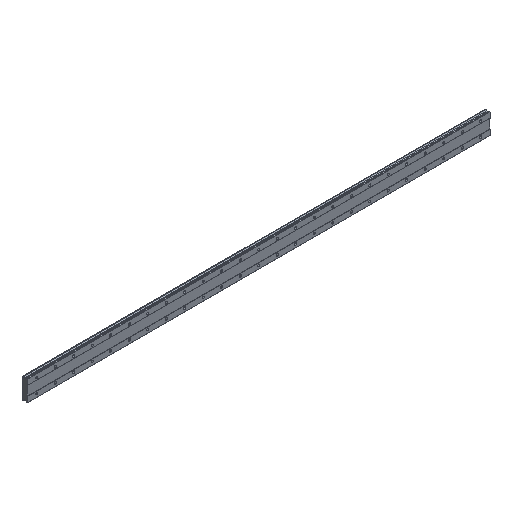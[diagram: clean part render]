
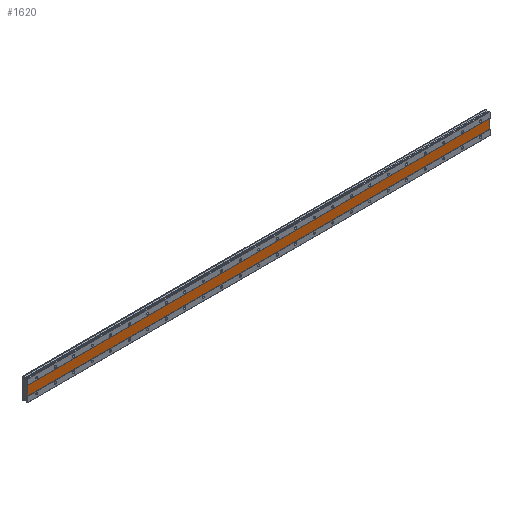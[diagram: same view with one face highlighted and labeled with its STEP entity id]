
A CAD part, isometric view. The second image highlights one B-rep face of the part: STEP entity #1620.
In plain terms, the highlighted planar face has unit normal (0, -1, 0).
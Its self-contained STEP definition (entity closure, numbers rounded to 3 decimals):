
#190 = CARTESIAN_POINT ( 'NONE',  ( 1960., 1., 20. ) ) ;
#208 = DIRECTION ( 'NONE',  ( 0., 0., 1. ) ) ;
#481 = CARTESIAN_POINT ( 'NONE',  ( -40., 1., -20. ) ) ;
#892 = LINE ( 'NONE', #6350, #2340 ) ;
#948 = FACE_OUTER_BOUND ( 'NONE', #8306, .T. ) ;
#971 = VERTEX_POINT ( 'NONE', #984 ) ;
#984 = CARTESIAN_POINT ( 'NONE',  ( 1960., 1., 20. ) ) ;
#1046 = EDGE_CURVE ( 'NONE', #2464, #7077, #892, .T. ) ;
#1094 = CARTESIAN_POINT ( 'NONE',  ( 1960., 1., -20. ) ) ;
#1411 = ORIENTED_EDGE ( 'NONE', *, *, #6021, .F. ) ;
#1620 = ADVANCED_FACE ( 'NONE', ( #948 ), #3846, .F. ) ;
#1662 = CARTESIAN_POINT ( 'NONE',  ( 1960., 1., 20. ) ) ;
#2340 = VECTOR ( 'NONE', #208, 1000. ) ;
#2464 = VERTEX_POINT ( 'NONE', #481 ) ;
#2935 = DIRECTION ( 'NONE',  ( 1., 0., 0. ) ) ;
#3055 = VECTOR ( 'NONE', #7026, 1000. ) ;
#3067 = ORIENTED_EDGE ( 'NONE', *, *, #4704, .F. ) ;
#3297 = LINE ( 'NONE', #7502, #3780 ) ;
#3591 = CARTESIAN_POINT ( 'NONE',  ( 1960., 1., 20. ) ) ;
#3780 = VECTOR ( 'NONE', #4823, 1000. ) ;
#3846 = PLANE ( 'NONE',  #8154 ) ;
#4397 = CARTESIAN_POINT ( 'NONE',  ( -40., 1., 20. ) ) ;
#4704 = EDGE_CURVE ( 'NONE', #971, #6134, #6488, .T. ) ;
#4823 = DIRECTION ( 'NONE',  ( -1., 0., 0. ) ) ;
#5450 = EDGE_CURVE ( 'NONE', #6134, #2464, #3297, .T. ) ;
#5784 = DIRECTION ( 'NONE',  ( 0., 1., 0. ) ) ;
#5809 = VECTOR ( 'NONE', #2935, 1000. ) ;
#6021 = EDGE_CURVE ( 'NONE', #7077, #971, #6331, .T. ) ;
#6134 = VERTEX_POINT ( 'NONE', #1094 ) ;
#6331 = LINE ( 'NONE', #190, #5809 ) ;
#6350 = CARTESIAN_POINT ( 'NONE',  ( -40., 1., 20. ) ) ;
#6488 = LINE ( 'NONE', #3591, #3055 ) ;
#6834 = ORIENTED_EDGE ( 'NONE', *, *, #5450, .F. ) ;
#7026 = DIRECTION ( 'NONE',  ( 0., 0., -1. ) ) ;
#7077 = VERTEX_POINT ( 'NONE', #4397 ) ;
#7502 = CARTESIAN_POINT ( 'NONE',  ( 1960., 1., -20. ) ) ;
#7526 = ORIENTED_EDGE ( 'NONE', *, *, #1046, .F. ) ;
#7798 = DIRECTION ( 'NONE',  ( 0., 0., 1. ) ) ;
#8154 = AXIS2_PLACEMENT_3D ( 'NONE', #1662, #5784, #7798 ) ;
#8306 = EDGE_LOOP ( 'NONE', ( #6834, #3067, #1411, #7526 ) ) ;
